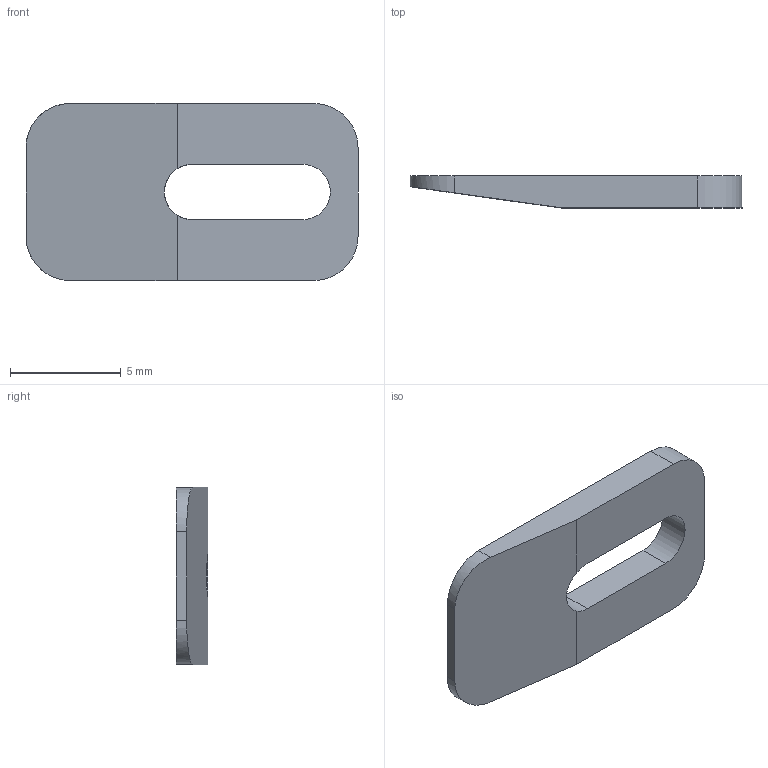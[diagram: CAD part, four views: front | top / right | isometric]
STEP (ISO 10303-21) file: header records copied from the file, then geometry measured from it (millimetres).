
FILE_DESCRIPTION (( 'STEP AP214' ), '1' );
FILE_NAME ('LAB-001-030-130_00.STEP', '2024-09-30T17:55:06', ( '' ), ( '' ), 'SwSTEP 2.0', 'SolidWorks 2022', '' );
FILE_SCHEMA (( 'AUTOMOTIVE_DESIGN' ));
Length unit declared in the file: millimetre
Products named in the file (1): LAB-001-030-130_00
Bounding box: 15 x 1.44 x 8 mm (x, y, z)
Volume: 118.1 mm3; surface area: 273.2 mm2
Topology: 1 solids, 1 shells, 15 faces, 42 edges, 28 vertices
Faces by surface type: plane 9, cylinder 6
Entity records: 525 total; most frequent: CARTESIAN_POINT 95, ORIENTED_EDGE 84, DIRECTION 82, EDGE_CURVE 42, VECTOR 28, VERTEX_POINT 28, LINE 28, AXIS2_PLACEMENT_3D 27
